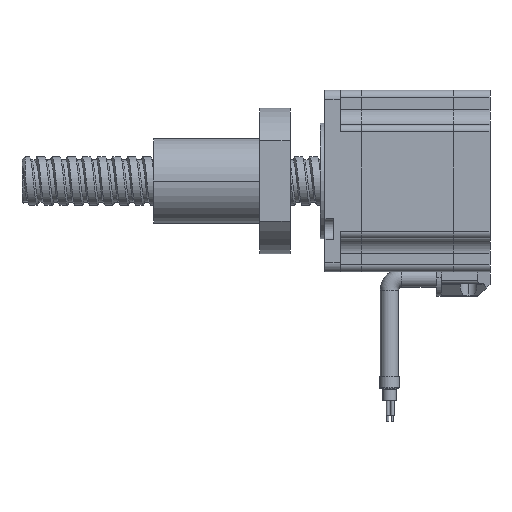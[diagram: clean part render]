
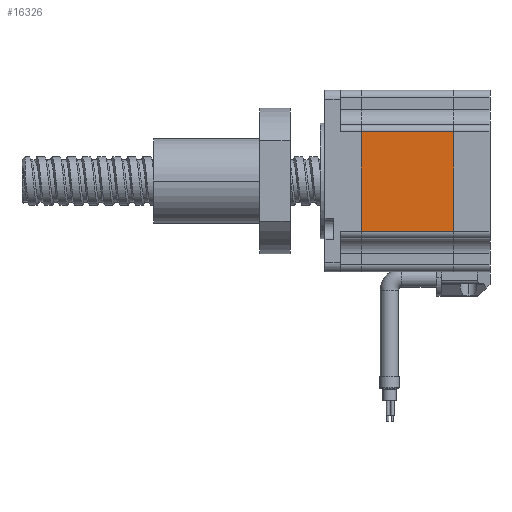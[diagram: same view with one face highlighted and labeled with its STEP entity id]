
A CAD part, left-side view. The second image highlights one B-rep face of the part: STEP entity #16326.
In plain terms, the highlighted planar face has unit normal (-1, 0, 0).
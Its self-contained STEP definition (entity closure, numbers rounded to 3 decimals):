
#78 = CARTESIAN_POINT ( 'NONE',  ( -30., 5., 27. ) ) ;
#381 = EDGE_CURVE ( 'NONE', #14995, #1014, #16852, .T. ) ;
#1014 = VERTEX_POINT ( 'NONE', #6773 ) ;
#1028 = CARTESIAN_POINT ( 'NONE',  ( -30., -37.49, 27. ) ) ;
#1531 = DIRECTION ( 'NONE',  ( 1., 0., 0. ) ) ;
#2799 = LINE ( 'NONE', #3987, #5508 ) ;
#3987 = CARTESIAN_POINT ( 'NONE',  ( -30., -49.5, 16.3 ) ) ;
#5508 = VECTOR ( 'NONE', #14374, 1000. ) ;
#5790 = CARTESIAN_POINT ( 'NONE',  ( -30., -49.5, -16.7 ) ) ;
#6469 = FACE_OUTER_BOUND ( 'NONE', #15142, .T. ) ;
#6644 = CARTESIAN_POINT ( 'NONE',  ( -30., -7.001, 27. ) ) ;
#6773 = CARTESIAN_POINT ( 'NONE',  ( -30., -37.49, -16.7 ) ) ;
#6919 = LINE ( 'NONE', #5790, #12574 ) ;
#7192 = EDGE_CURVE ( 'NONE', #1014, #15806, #6919, .T. ) ;
#7456 = EDGE_CURVE ( 'NONE', #14995, #14205, #2799, .T. ) ;
#8407 = VECTOR ( 'NONE', #11425, 1000. ) ;
#8573 = ORIENTED_EDGE ( 'NONE', *, *, #7456, .T. ) ;
#9117 = ORIENTED_EDGE ( 'NONE', *, *, #381, .F. ) ;
#9268 = PLANE ( 'NONE',  #14385 ) ;
#10530 = CARTESIAN_POINT ( 'NONE',  ( -30., -37.49, 16.3 ) ) ;
#10822 = ORIENTED_EDGE ( 'NONE', *, *, #16285, .F. ) ;
#10910 = CARTESIAN_POINT ( 'NONE',  ( -30., -7.001, -16.7 ) ) ;
#11115 = VECTOR ( 'NONE', #14219, 1000. ) ;
#11425 = DIRECTION ( 'NONE',  ( 0., 0., -1. ) ) ;
#11672 = DIRECTION ( 'NONE',  ( 0., 0., -1. ) ) ;
#12256 = DIRECTION ( 'NONE',  ( 0., 1., 0. ) ) ;
#12574 = VECTOR ( 'NONE', #12256, 1000. ) ;
#13191 = LINE ( 'NONE', #6644, #11115 ) ;
#13753 = ORIENTED_EDGE ( 'NONE', *, *, #7192, .F. ) ;
#14205 = VERTEX_POINT ( 'NONE', #16075 ) ;
#14219 = DIRECTION ( 'NONE',  ( 0., 0., 1. ) ) ;
#14374 = DIRECTION ( 'NONE',  ( 0., 1., 0. ) ) ;
#14385 = AXIS2_PLACEMENT_3D ( 'NONE', #78, #1531, #11672 ) ;
#14995 = VERTEX_POINT ( 'NONE', #10530 ) ;
#15142 = EDGE_LOOP ( 'NONE', ( #9117, #8573, #10822, #13753 ) ) ;
#15806 = VERTEX_POINT ( 'NONE', #10910 ) ;
#16075 = CARTESIAN_POINT ( 'NONE',  ( -30., -7.001, 16.3 ) ) ;
#16285 = EDGE_CURVE ( 'NONE', #15806, #14205, #13191, .T. ) ;
#16326 = ADVANCED_FACE ( 'NONE', ( #6469 ), #9268, .F. ) ;
#16852 = LINE ( 'NONE', #1028, #8407 ) ;
